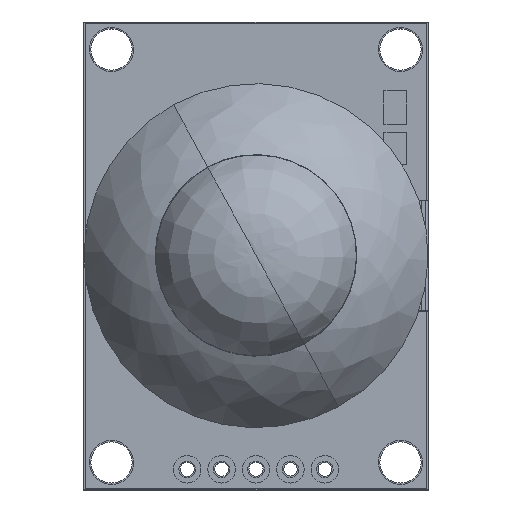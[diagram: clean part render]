
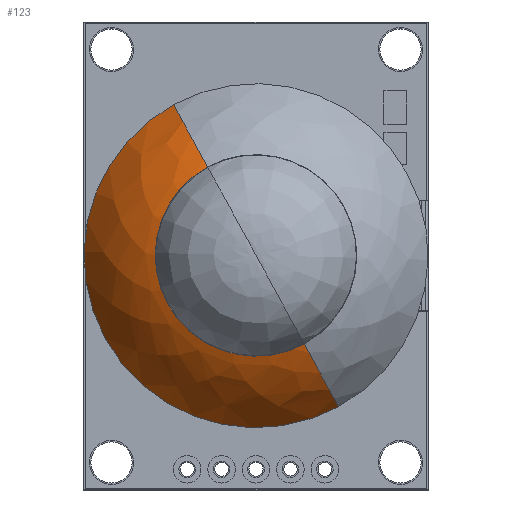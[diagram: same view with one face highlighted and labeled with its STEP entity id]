
A CAD part, top view. The second image highlights one B-rep face of the part: STEP entity #123.
In plain terms, the highlighted face is a revolution surface.
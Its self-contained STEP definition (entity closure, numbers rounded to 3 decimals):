
#64=CARTESIAN_POINT('Control Point',(0.,3.777,6.709)) ;
#65=CARTESIAN_POINT('Control Point',(0.,5.138,6.383)) ;
#66=CARTESIAN_POINT('Control Point',(0.,6.396,5.931)) ;
#67=CARTESIAN_POINT('Control Point',(0.,7.549,5.353)) ;
#68=CARTESIAN_POINT('Control Point',(0.,9.384,4.121)) ;
#69=CARTESIAN_POINT('Control Point',(0.,10.901,2.502)) ;
#70=CARTESIAN_POINT('Control Point',(0.,11.492,1.739)) ;
#71=CARTESIAN_POINT('Control Point',(0.,12.025,0.905)) ;
#72=CARTESIAN_POINT('Control Point',(0.,12.5,0.)) ;
#73=CARTESIAN_POINT('Axis1P Location',(0.,0.,7.952)) ;
#78=CARTESIAN_POINT('Control Point',(1.811,-3.314,6.709)) ;
#79=CARTESIAN_POINT('Control Point',(2.463,-4.509,6.383)) ;
#80=CARTESIAN_POINT('Control Point',(3.066,-5.613,5.931)) ;
#81=CARTESIAN_POINT('Control Point',(3.619,-6.625,5.353)) ;
#82=CARTESIAN_POINT('Control Point',(4.499,-8.235,4.121)) ;
#83=CARTESIAN_POINT('Control Point',(5.226,-9.567,2.502)) ;
#84=CARTESIAN_POINT('Control Point',(5.51,-10.085,1.739)) ;
#85=CARTESIAN_POINT('Control Point',(5.765,-10.553,0.905)) ;
#86=CARTESIAN_POINT('Control Point',(5.993,-10.97,0.)) ;
#87=CARTESIAN_POINT('Vertex',(5.993,-10.97,0.)) ;
#89=CARTESIAN_POINT('Vertex',(1.811,-3.314,6.709)) ;
#92=CARTESIAN_POINT('Axis2P3D Location',(0.,0.,6.709)) ;
#96=CARTESIAN_POINT('Vertex',(-1.811,3.314,6.709)) ;
#100=CARTESIAN_POINT('Control Point',(-1.811,3.314,6.709)) ;
#101=CARTESIAN_POINT('Control Point',(-2.463,4.509,6.383)) ;
#102=CARTESIAN_POINT('Control Point',(-3.066,5.613,5.931)) ;
#103=CARTESIAN_POINT('Control Point',(-3.619,6.625,5.353)) ;
#104=CARTESIAN_POINT('Control Point',(-4.499,8.235,4.121)) ;
#105=CARTESIAN_POINT('Control Point',(-5.226,9.567,2.502)) ;
#106=CARTESIAN_POINT('Control Point',(-5.51,10.085,1.739)) ;
#107=CARTESIAN_POINT('Control Point',(-5.765,10.553,0.905)) ;
#108=CARTESIAN_POINT('Control Point',(-5.993,10.97,0.)) ;
#109=CARTESIAN_POINT('Vertex',(-5.993,10.97,0.)) ;
#112=CARTESIAN_POINT('Axis2P3D Location',(0.,0.,0.)) ;
#74=DIRECTION('Axis1P Direction',(0.,0.,1.)) ;
#93=DIRECTION('Axis2P3D Direction',(0.,0.,1.)) ;
#113=DIRECTION('Axis2P3D Direction',(0.,0.,1.)) ;
#94=AXIS2_PLACEMENT_3D('Circle Axis2P3D',#92,#93,$) ;
#114=AXIS2_PLACEMENT_3D('Circle Axis2P3D',#112,#113,$) ;
#118=ORIENTED_EDGE('',*,*,#91,.T.) ;
#119=ORIENTED_EDGE('',*,*,#98,.F.) ;
#120=ORIENTED_EDGE('',*,*,#111,.F.) ;
#121=ORIENTED_EDGE('',*,*,#116,.T.) ;
#123=ADVANCED_FACE('PartBody',(#122),#76,.F.) ;
#75=AXIS1_PLACEMENT('Revolution Surface Axis1P',#73,#74) ;
#63=B_SPLINE_CURVE_WITH_KNOTS('',5,(#64,#65,#66,#67,#68,#69,#70,#71,#72),.UNSPECIFIED.,.F.,.U.,(6,3,6),(0.,6.452,11.28),.UNSPECIFIED.) ;
#77=B_SPLINE_CURVE_WITH_KNOTS('',5,(#78,#79,#80,#81,#82,#83,#84,#85,#86),.UNSPECIFIED.,.F.,.U.,(6,3,6),(0.,6.452,11.28),.UNSPECIFIED.) ;
#99=B_SPLINE_CURVE_WITH_KNOTS('',5,(#100,#101,#102,#103,#104,#105,#106,#107,#108),.UNSPECIFIED.,.F.,.U.,(6,3,6),(0.,6.452,11.28),.UNSPECIFIED.) ;
#95=CIRCLE('generated circle',#94,3.777) ;
#115=CIRCLE('generated circle',#114,12.5) ;
#91=EDGE_CURVE('',#88,#90,#77,.F.) ;
#98=EDGE_CURVE('',#97,#90,#95,.T.) ;
#111=EDGE_CURVE('',#110,#97,#99,.F.) ;
#116=EDGE_CURVE('',#110,#88,#115,.T.) ;
#117=EDGE_LOOP('',(#118,#119,#120,#121)) ;
#122=FACE_OUTER_BOUND('',#117,.T.) ;
#76=SURFACE_OF_REVOLUTION('Surface of Revolution',#63,#75) ;
#88=VERTEX_POINT('',#87) ;
#90=VERTEX_POINT('',#89) ;
#97=VERTEX_POINT('',#96) ;
#110=VERTEX_POINT('',#109) ;
